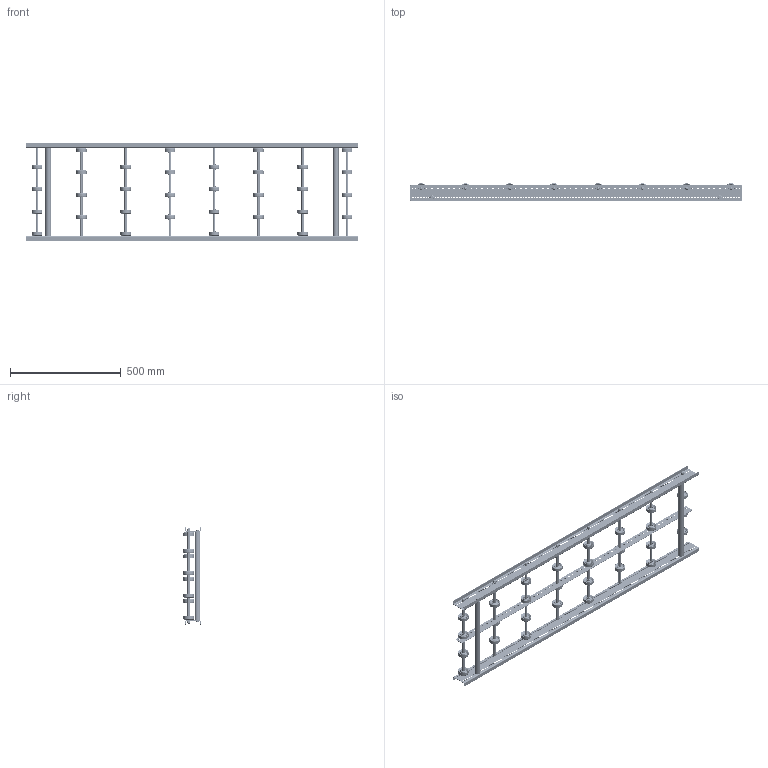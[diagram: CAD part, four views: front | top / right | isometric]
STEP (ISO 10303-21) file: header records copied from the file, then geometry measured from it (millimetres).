
FILE_DESCRIPTION (( 'STEP AP214' ), '1' );
FILE_NAME ('0052476.step', '2021-10-26T13:22:58', ( '' ), ( '' ), 'SwSTEP 2.0', 'SolidWorks 2020', '' );
FILE_SCHEMA (( 'AUTOMOTIVE_DESIGN' ));
Length unit declared in the file: millimetre
Products named in the file (10): 0052476; Röllchenachse-für-Konfiguration_EL400 Stahl; Traversen_KFG_L400; S100994_Sperrzahnschraube_M08x16-8.8-A2K; K0011528_2200-48-8; 0046278_KB-ROHR-12X1,75mm_KFG_L75,5; Hutmutter_DIN_1587_M8; Profil_LRB-20x70x20x2_KFG_S100201_U-PROFIL-20-70-20-2-LRB-L=1500; S106837_Gewindestange-M8-KFG_L420; S100100_Längstraverse-42x2,5_S100102_L„ngstraverse-RB-L1500
Assembly tree (42 placements, depth 3):
  0052476
    Profil_LRB-20x70x20x2_KFG_S100201_U-PROFIL-20-70-20-2-LRB-L=1500  x2
    S100994_Sperrzahnschraube_M08x16-8.8-A2K  x4
    Traversen_KFG_L400  x2
    Röllchenachse-für-Konfiguration_EL400 Stahl  x8
      S106837_Gewindestange-M8-KFG_L420
      0046278_KB-ROHR-12X1,75mm_KFG_L75,5
      K0011528_2200-48-8
    S100100_Längstraverse-42x2,5_S100102_L„ngstraverse-RB-L1500
    Hutmutter_DIN_1587_M8  x16
Bounding box: 1500 x 79 x 440 mm (x, y, z)
Volume: 1812794.8 mm3; surface area: 1522437.4 mm2
Topology: 133 solids, 133 shells, 4624 faces, 10474 edges, 6484 vertices
Faces by surface type: cylinder 2170, torus 848, plane 846, cone 744, bspline 16
Entity records: 30071 total; most frequent: DIRECTION 5325, CARTESIAN_POINT 4997, ORIENTED_EDGE 4496, AXIS2_PLACEMENT_3D 2294, EDGE_CURVE 2248, VERTEX_POINT 1470, EDGE_LOOP 1440, CIRCLE 1431
